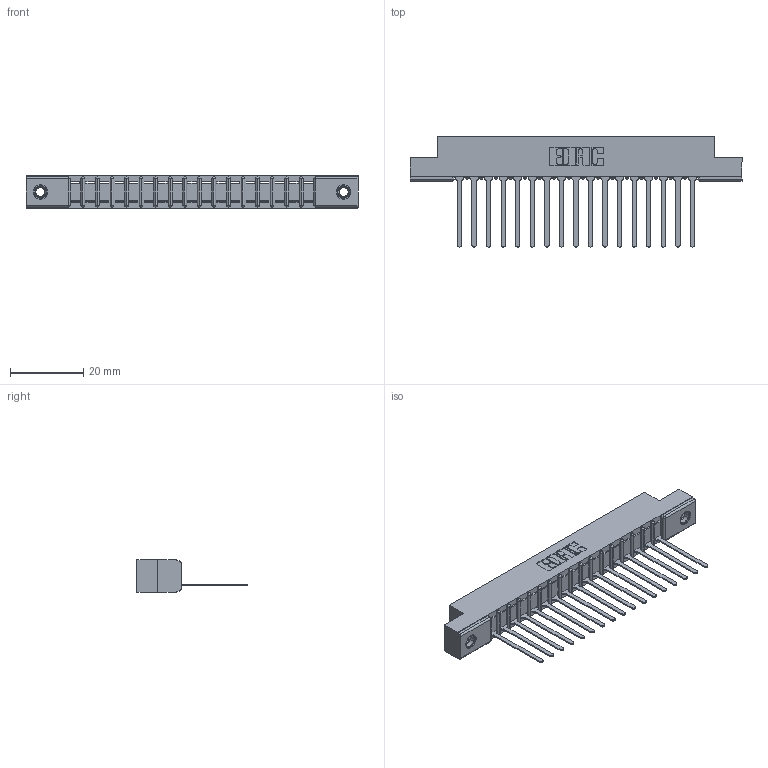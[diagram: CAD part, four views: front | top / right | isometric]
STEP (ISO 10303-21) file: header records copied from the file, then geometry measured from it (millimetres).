
FILE_DESCRIPTION (( 'STEP AP203' ), '1' );
FILE_NAME ('357-017-545-107.STEP', '2019-09-13T21:54:16', ( '' ), ( '' ), 'SwSTEP 2.0', 'SolidWorks 2016', '' );
FILE_SCHEMA (( 'CONFIG_CONTROL_DESIGN' ));
Length unit declared in the file: inch
Products named in the file (4): 307-290-001_545; 357-017-545-107; 307 Part_.156 Dia Mounting Holes; 345-250-001_345-250-005-103
Assembly tree (20 placements, depth 2):
  357-017-545-107
    307 Part_.156 Dia Mounting Holes
    307-290-001_545  x17
    345-250-001_345-250-005-103  x2
Bounding box: 90.37 x 30 x 8.71 mm (x, y, z)
Volume: 5774 mm3; surface area: 9222.6 mm2
Topology: 20 solids, 20 shells, 1148 faces, 3213 edges, 2062 vertices
Faces by surface type: plane 731, cylinder 365, sphere 36, cone 12, torus 4
Entity records: 18809 total; most frequent: CARTESIAN_POINT 3139, ORIENTED_EDGE 3118, DIRECTION 3077, EDGE_CURVE 1559, LINE 1185, VECTOR 1185, VERTEX_POINT 1008, AXIS2_PLACEMENT_3D 946
